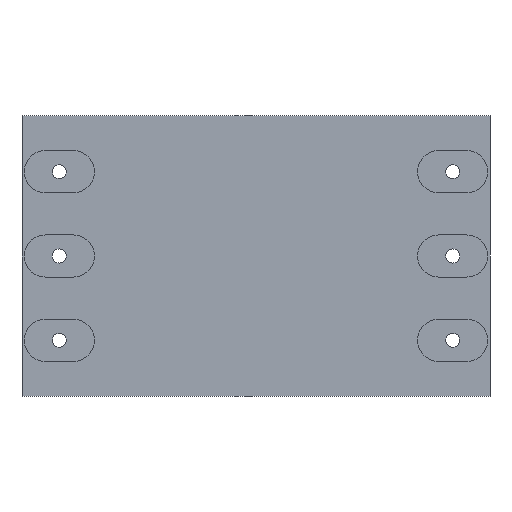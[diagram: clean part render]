
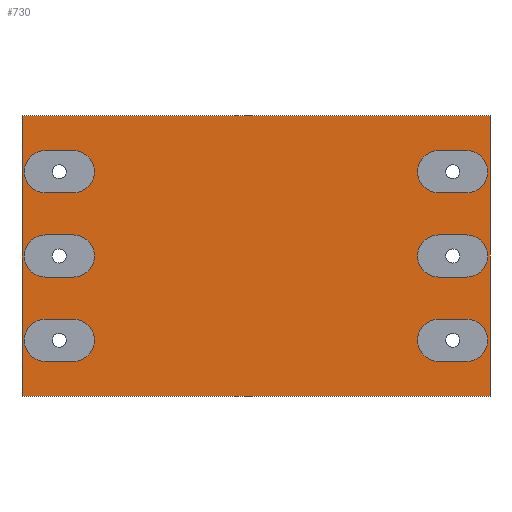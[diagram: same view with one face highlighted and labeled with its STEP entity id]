
A CAD part, front view. The second image highlights one B-rep face of the part: STEP entity #730.
In plain terms, the highlighted planar face has unit normal (0, -1, 0).
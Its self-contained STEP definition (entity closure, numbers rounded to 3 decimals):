
#730=ADVANCED_FACE('',(#1447,#1448,#1449,#1450,#1451,#1452,#1453),#855,
 .T.);
#855=PLANE('',#3251);
#1037=LINE('',#4512,#1299);
#1038=LINE('',#4516,#1300);
#1039=LINE('',#4520,#1301);
#1040=LINE('',#4524,#1302);
#1041=LINE('',#4525,#1303);
#1042=LINE('',#4528,#1304);
#1043=LINE('',#4530,#1305);
#1044=LINE('',#4532,#1306);
#1045=LINE('',#4536,#1307);
#1046=LINE('',#4540,#1308);
#1047=LINE('',#4541,#1309);
#1048=LINE('',#4546,#1310);
#1049=LINE('',#4549,#1311);
#1050=LINE('',#4554,#1312);
#1051=LINE('',#4557,#1313);
#1052=LINE('',#4562,#1314);
#1299=VECTOR('',#3733,1.);
#1300=VECTOR('',#3736,1.);
#1301=VECTOR('',#3739,1.);
#1302=VECTOR('',#3742,1.);
#1303=VECTOR('',#3743,1.);
#1304=VECTOR('',#3744,1.);
#1305=VECTOR('',#3745,1.);
#1306=VECTOR('',#3746,1.);
#1307=VECTOR('',#3749,1.);
#1308=VECTOR('',#3752,1.);
#1309=VECTOR('',#3753,1.);
#1310=VECTOR('',#3756,1.);
#1311=VECTOR('',#3759,1.);
#1312=VECTOR('',#3762,1.);
#1313=VECTOR('',#3765,1.);
#1314=VECTOR('',#3768,1.);
#1447=FACE_BOUND('',#1559,.T.);
#1448=FACE_BOUND('',#1560,.T.);
#1449=FACE_BOUND('',#1561,.T.);
#1450=FACE_BOUND('',#1562,.T.);
#1451=FACE_BOUND('',#1563,.T.);
#1452=FACE_BOUND('',#1564,.T.);
#1453=FACE_BOUND('',#1565,.T.);
#1559=EDGE_LOOP('',(#2019,#2020,#2021,#2022));
#1560=EDGE_LOOP('',(#2023,#2024,#2025,#2026));
#1561=EDGE_LOOP('',(#2027,#2028,#2029,#2030));
#1562=EDGE_LOOP('',(#2031,#2032,#2033,#2034));
#1563=EDGE_LOOP('',(#2035,#2036,#2037,#2038));
#1564=EDGE_LOOP('',(#2039,#2040,#2041,#2042));
#1565=EDGE_LOOP('',(#2043,#2044,#2045,#2046));
#2019=ORIENTED_EDGE('',*,*,#2833,.F.);
#2020=ORIENTED_EDGE('',*,*,#2834,.F.);
#2021=ORIENTED_EDGE('',*,*,#2835,.F.);
#2022=ORIENTED_EDGE('',*,*,#2836,.F.);
#2023=ORIENTED_EDGE('',*,*,#2837,.F.);
#2024=ORIENTED_EDGE('',*,*,#2838,.F.);
#2025=ORIENTED_EDGE('',*,*,#2839,.F.);
#2026=ORIENTED_EDGE('',*,*,#2840,.F.);
#2027=ORIENTED_EDGE('',*,*,#2841,.T.);
#2028=ORIENTED_EDGE('',*,*,#2842,.T.);
#2029=ORIENTED_EDGE('',*,*,#2843,.T.);
#2030=ORIENTED_EDGE('',*,*,#2844,.T.);
#2031=ORIENTED_EDGE('',*,*,#2845,.F.);
#2032=ORIENTED_EDGE('',*,*,#2846,.F.);
#2033=ORIENTED_EDGE('',*,*,#2847,.F.);
#2034=ORIENTED_EDGE('',*,*,#2848,.F.);
#2035=ORIENTED_EDGE('',*,*,#2849,.F.);
#2036=ORIENTED_EDGE('',*,*,#2850,.F.);
#2037=ORIENTED_EDGE('',*,*,#2851,.F.);
#2038=ORIENTED_EDGE('',*,*,#2852,.F.);
#2039=ORIENTED_EDGE('',*,*,#2853,.F.);
#2040=ORIENTED_EDGE('',*,*,#2854,.F.);
#2041=ORIENTED_EDGE('',*,*,#2855,.F.);
#2042=ORIENTED_EDGE('',*,*,#2856,.F.);
#2043=ORIENTED_EDGE('',*,*,#2857,.T.);
#2044=ORIENTED_EDGE('',*,*,#2858,.T.);
#2045=ORIENTED_EDGE('',*,*,#2859,.T.);
#2046=ORIENTED_EDGE('',*,*,#2860,.T.);
#2528=VERTEX_POINT('',#4510);
#2529=VERTEX_POINT('',#4511);
#2530=VERTEX_POINT('',#4513);
#2531=VERTEX_POINT('',#4515);
#2532=VERTEX_POINT('',#4518);
#2533=VERTEX_POINT('',#4519);
#2534=VERTEX_POINT('',#4521);
#2535=VERTEX_POINT('',#4523);
#2536=VERTEX_POINT('',#4526);
#2537=VERTEX_POINT('',#4527);
#2538=VERTEX_POINT('',#4529);
#2539=VERTEX_POINT('',#4531);
#2540=VERTEX_POINT('',#4534);
#2541=VERTEX_POINT('',#4535);
#2542=VERTEX_POINT('',#4537);
#2543=VERTEX_POINT('',#4539);
#2544=VERTEX_POINT('',#4542);
#2545=VERTEX_POINT('',#4543);
#2546=VERTEX_POINT('',#4545);
#2547=VERTEX_POINT('',#4547);
#2548=VERTEX_POINT('',#4550);
#2549=VERTEX_POINT('',#4551);
#2550=VERTEX_POINT('',#4553);
#2551=VERTEX_POINT('',#4555);
#2552=VERTEX_POINT('',#4558);
#2553=VERTEX_POINT('',#4559);
#2554=VERTEX_POINT('',#4561);
#2555=VERTEX_POINT('',#4563);
#2833=EDGE_CURVE('',#2528,#2529,#3072,.T.);
#2834=EDGE_CURVE('',#2530,#2528,#1037,.T.);
#2835=EDGE_CURVE('',#2531,#2530,#3073,.T.);
#2836=EDGE_CURVE('',#2529,#2531,#1038,.T.);
#2837=EDGE_CURVE('',#2532,#2533,#3074,.T.);
#2838=EDGE_CURVE('',#2534,#2532,#1039,.T.);
#2839=EDGE_CURVE('',#2535,#2534,#3075,.T.);
#2840=EDGE_CURVE('',#2533,#2535,#1040,.T.);
#2841=EDGE_CURVE('',#2536,#2537,#1041,.T.);
#2842=EDGE_CURVE('',#2537,#2538,#1042,.T.);
#2843=EDGE_CURVE('',#2538,#2539,#1043,.T.);
#2844=EDGE_CURVE('',#2539,#2536,#1044,.T.);
#2845=EDGE_CURVE('',#2540,#2541,#3076,.T.);
#2846=EDGE_CURVE('',#2542,#2540,#1045,.T.);
#2847=EDGE_CURVE('',#2543,#2542,#3077,.T.);
#2848=EDGE_CURVE('',#2541,#2543,#1046,.T.);
#2849=EDGE_CURVE('',#2544,#2545,#1047,.T.);
#2850=EDGE_CURVE('',#2546,#2544,#3078,.T.);
#2851=EDGE_CURVE('',#2547,#2546,#1048,.T.);
#2852=EDGE_CURVE('',#2545,#2547,#3079,.T.);
#2853=EDGE_CURVE('',#2548,#2549,#1049,.T.);
#2854=EDGE_CURVE('',#2550,#2548,#3080,.T.);
#2855=EDGE_CURVE('',#2551,#2550,#1050,.T.);
#2856=EDGE_CURVE('',#2549,#2551,#3081,.T.);
#2857=EDGE_CURVE('',#2552,#2553,#1051,.T.);
#2858=EDGE_CURVE('',#2553,#2554,#3082,.T.);
#2859=EDGE_CURVE('',#2554,#2555,#1052,.T.);
#2860=EDGE_CURVE('',#2555,#2552,#3083,.T.);
#3072=CIRCLE('',#3239,0.75);
#3073=CIRCLE('',#3240,0.75);
#3074=CIRCLE('',#3241,0.75);
#3075=CIRCLE('',#3242,0.75);
#3076=CIRCLE('',#3243,0.75);
#3077=CIRCLE('',#3244,0.75);
#3078=CIRCLE('',#3245,0.75);
#3079=CIRCLE('',#3246,0.75);
#3080=CIRCLE('',#3247,0.75);
#3081=CIRCLE('',#3248,0.75);
#3082=CIRCLE('',#3249,0.75);
#3083=CIRCLE('',#3250,0.75);
#3239=AXIS2_PLACEMENT_3D('',#4509,#3731,#3732);
#3240=AXIS2_PLACEMENT_3D('',#4514,#3734,#3735);
#3241=AXIS2_PLACEMENT_3D('',#4517,#3737,#3738);
#3242=AXIS2_PLACEMENT_3D('',#4522,#3740,#3741);
#3243=AXIS2_PLACEMENT_3D('',#4533,#3747,#3748);
#3244=AXIS2_PLACEMENT_3D('',#4538,#3750,#3751);
#3245=AXIS2_PLACEMENT_3D('',#4544,#3754,#3755);
#3246=AXIS2_PLACEMENT_3D('',#4548,#3757,#3758);
#3247=AXIS2_PLACEMENT_3D('',#4552,#3760,#3761);
#3248=AXIS2_PLACEMENT_3D('',#4556,#3763,#3764);
#3249=AXIS2_PLACEMENT_3D('',#4560,#3766,#3767);
#3250=AXIS2_PLACEMENT_3D('',#4564,#3769,#3770);
#3251=AXIS2_PLACEMENT_3D('',#4565,#3771,#3772);
#3731=DIRECTION('',(0.,-1.,0.));
#3732=DIRECTION('',(-1.,0.,0.));
#3733=DIRECTION('',(-1.,0.,0.));
#3734=DIRECTION('',(0.,-1.,0.));
#3735=DIRECTION('',(-1.,0.,0.));
#3736=DIRECTION('',(1.,0.,0.));
#3737=DIRECTION('',(0.,-1.,0.));
#3738=DIRECTION('',(-1.,0.,0.));
#3739=DIRECTION('',(-1.,0.,0.));
#3740=DIRECTION('',(0.,-1.,0.));
#3741=DIRECTION('',(-1.,0.,0.));
#3742=DIRECTION('',(1.,0.,0.));
#3743=DIRECTION('',(1.,0.,0.));
#3744=DIRECTION('',(0.,0.,1.));
#3745=DIRECTION('',(-1.,0.,0.));
#3746=DIRECTION('',(0.,0.,-1.));
#3747=DIRECTION('',(0.,-1.,0.));
#3748=DIRECTION('',(-1.,0.,0.));
#3749=DIRECTION('',(-1.,0.,0.));
#3750=DIRECTION('',(0.,-1.,0.));
#3751=DIRECTION('',(-1.,0.,0.));
#3752=DIRECTION('',(1.,0.,0.));
#3753=DIRECTION('',(-1.,0.,0.));
#3754=DIRECTION('',(0.,-1.,0.));
#3755=DIRECTION('',(1.,0.,0.));
#3756=DIRECTION('',(1.,0.,0.));
#3757=DIRECTION('',(0.,-1.,0.));
#3758=DIRECTION('',(1.,0.,0.));
#3759=DIRECTION('',(-1.,0.,0.));
#3760=DIRECTION('',(0.,-1.,0.));
#3761=DIRECTION('',(1.,0.,0.));
#3762=DIRECTION('',(1.,0.,0.));
#3763=DIRECTION('',(0.,-1.,0.));
#3764=DIRECTION('',(1.,0.,0.));
#3765=DIRECTION('',(-1.,0.,0.));
#3766=DIRECTION('',(0.,1.,0.));
#3767=DIRECTION('',(1.,0.,0.));
#3768=DIRECTION('',(1.,0.,0.));
#3769=DIRECTION('',(0.,1.,0.));
#3770=DIRECTION('',(1.,0.,0.));
#3771=DIRECTION('',(0.,-1.,0.));
#3772=DIRECTION('',(0.,0.,-1.));
#4509=CARTESIAN_POINT('',(14.83,-0.22,8.));
#4510=CARTESIAN_POINT('',(14.83,-0.22,8.75));
#4511=CARTESIAN_POINT('',(14.83,-0.22,7.25));
#4512=CARTESIAN_POINT('',(15.83,-0.22,8.75));
#4513=CARTESIAN_POINT('',(15.83,-0.22,8.75));
#4514=CARTESIAN_POINT('',(15.83,-0.22,8.));
#4515=CARTESIAN_POINT('',(15.83,-0.22,7.25));
#4516=CARTESIAN_POINT('',(14.83,-0.22,7.25));
#4517=CARTESIAN_POINT('',(14.83,-0.22,2.));
#4518=CARTESIAN_POINT('',(14.83,-0.22,2.75));
#4519=CARTESIAN_POINT('',(14.83,-0.22,1.25));
#4520=CARTESIAN_POINT('',(15.83,-0.22,2.75));
#4521=CARTESIAN_POINT('',(15.83,-0.22,2.75));
#4522=CARTESIAN_POINT('',(15.83,-0.22,2.));
#4523=CARTESIAN_POINT('',(15.83,-0.22,1.25));
#4524=CARTESIAN_POINT('',(14.83,-0.22,1.25));
#4525=CARTESIAN_POINT('',(0.,-0.22,0.));
#4526=CARTESIAN_POINT('',(0.,-0.22,0.));
#4527=CARTESIAN_POINT('',(16.66,-0.22,0.));
#4528=CARTESIAN_POINT('',(16.66,-0.22,0.));
#4529=CARTESIAN_POINT('',(16.66,-0.22,10.));
#4530=CARTESIAN_POINT('',(16.66,-0.22,10.));
#4531=CARTESIAN_POINT('',(0.,-0.22,10.));
#4532=CARTESIAN_POINT('',(0.,-0.22,10.));
#4533=CARTESIAN_POINT('',(14.83,-0.22,5.));
#4534=CARTESIAN_POINT('',(14.83,-0.22,5.75));
#4535=CARTESIAN_POINT('',(14.83,-0.22,4.25));
#4536=CARTESIAN_POINT('',(15.83,-0.22,5.75));
#4537=CARTESIAN_POINT('',(15.83,-0.22,5.75));
#4538=CARTESIAN_POINT('',(15.83,-0.22,5.));
#4539=CARTESIAN_POINT('',(15.83,-0.22,4.25));
#4540=CARTESIAN_POINT('',(14.83,-0.22,4.25));
#4541=CARTESIAN_POINT('',(1.83,-0.22,5.75));
#4542=CARTESIAN_POINT('',(1.83,-0.22,5.75));
#4543=CARTESIAN_POINT('',(0.83,-0.22,5.75));
#4544=CARTESIAN_POINT('',(1.83,-0.22,5.));
#4545=CARTESIAN_POINT('',(1.83,-0.22,4.25));
#4546=CARTESIAN_POINT('',(0.83,-0.22,4.25));
#4547=CARTESIAN_POINT('',(0.83,-0.22,4.25));
#4548=CARTESIAN_POINT('',(0.83,-0.22,5.));
#4549=CARTESIAN_POINT('',(1.83,-0.22,2.75));
#4550=CARTESIAN_POINT('',(1.83,-0.22,2.75));
#4551=CARTESIAN_POINT('',(0.83,-0.22,2.75));
#4552=CARTESIAN_POINT('',(1.83,-0.22,2.));
#4553=CARTESIAN_POINT('',(1.83,-0.22,1.25));
#4554=CARTESIAN_POINT('',(0.83,-0.22,1.25));
#4555=CARTESIAN_POINT('',(0.83,-0.22,1.25));
#4556=CARTESIAN_POINT('',(0.83,-0.22,2.));
#4557=CARTESIAN_POINT('',(1.83,-0.22,7.25));
#4558=CARTESIAN_POINT('',(1.83,-0.22,7.25));
#4559=CARTESIAN_POINT('',(0.83,-0.22,7.25));
#4560=CARTESIAN_POINT('',(0.83,-0.22,8.));
#4561=CARTESIAN_POINT('',(0.83,-0.22,8.75));
#4562=CARTESIAN_POINT('',(0.83,-0.22,8.75));
#4563=CARTESIAN_POINT('',(1.83,-0.22,8.75));
#4564=CARTESIAN_POINT('',(1.83,-0.22,8.));
#4565=CARTESIAN_POINT('',(0.,-0.22,0.));
